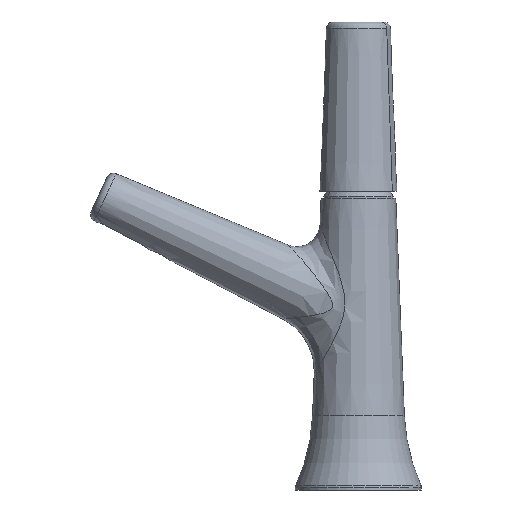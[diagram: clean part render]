
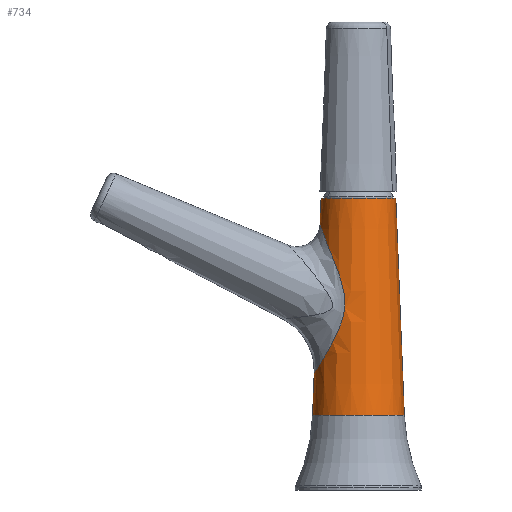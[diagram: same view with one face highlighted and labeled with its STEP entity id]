
A CAD part, left-side view. The second image highlights one B-rep face of the part: STEP entity #734.
In plain terms, the highlighted conical face has half-angle 2.25 degrees and reference radius 16 mm.
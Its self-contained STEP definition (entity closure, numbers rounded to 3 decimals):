
#552=CARTESIAN_POINT('Vertex',(0.,19.655,31.978)) ;
#559=CARTESIAN_POINT('Vertex',(0.,-19.655,31.978)) ;
#574=CARTESIAN_POINT('Axis2P3D Location',(0.,0.,125.)) ;
#579=CARTESIAN_POINT('Line Origine',(0.,-17.827,78.489)) ;
#583=CARTESIAN_POINT('Vertex',(0.,-16.,125.)) ;
#586=CARTESIAN_POINT('Line Origine',(0.,17.827,78.489)) ;
#590=CARTESIAN_POINT('Vertex',(0.,18.945,50.037)) ;
#642=CARTESIAN_POINT('Vertex',(0.,16.44,113.808)) ;
#645=CARTESIAN_POINT('Line Origine',(0.,17.827,78.489)) ;
#649=CARTESIAN_POINT('Vertex',(0.,16.,125.)) ;
#666=CARTESIAN_POINT('Axis2P3D Location',(0.,0.,125.)) ;
#672=CARTESIAN_POINT('Control Point',(0.,16.44,113.808)) ;
#673=CARTESIAN_POINT('Control Point',(-1.06,16.44,113.808)) ;
#674=CARTESIAN_POINT('Control Point',(-2.119,16.363,113.595)) ;
#675=CARTESIAN_POINT('Control Point',(-3.129,16.208,113.167)) ;
#676=CARTESIAN_POINT('Control Point',(-5.301,15.73,111.845)) ;
#677=CARTESIAN_POINT('Control Point',(-7.005,15.084,110.054)) ;
#678=CARTESIAN_POINT('Control Point',(-7.83,14.706,108.996)) ;
#679=CARTESIAN_POINT('Control Point',(-9.102,14.043,107.156)) ;
#680=CARTESIAN_POINT('Control Point',(-10.168,13.356,105.313)) ;
#681=CARTESIAN_POINT('Control Point',(-10.596,13.058,104.527)) ;
#682=CARTESIAN_POINT('Control Point',(-11.462,12.407,102.846)) ;
#683=CARTESIAN_POINT('Control Point',(-12.239,11.726,101.143)) ;
#684=CARTESIAN_POINT('Control Point',(-12.63,11.357,100.232)) ;
#685=CARTESIAN_POINT('Control Point',(-13.313,10.663,98.526)) ;
#686=CARTESIAN_POINT('Control Point',(-13.919,9.961,96.782)) ;
#687=CARTESIAN_POINT('Control Point',(-14.182,9.639,95.97)) ;
#688=CARTESIAN_POINT('Control Point',(-14.816,8.82,93.86)) ;
#689=CARTESIAN_POINT('Control Point',(-15.343,8.042,91.685)) ;
#690=CARTESIAN_POINT('Control Point',(-15.625,7.594,90.332)) ;
#691=CARTESIAN_POINT('Control Point',(-16.052,6.882,87.938)) ;
#692=CARTESIAN_POINT('Control Point',(-16.376,6.329,85.447)) ;
#693=CARTESIAN_POINT('Control Point',(-16.495,6.131,84.375)) ;
#694=CARTESIAN_POINT('Control Point',(-16.659,5.879,82.611)) ;
#695=CARTESIAN_POINT('Control Point',(-16.773,5.774,80.751)) ;
#696=CARTESIAN_POINT('Control Point',(-16.808,5.758,80.022)) ;
#697=CARTESIAN_POINT('Control Point',(-16.855,5.784,78.686)) ;
#698=CARTESIAN_POINT('Control Point',(-16.866,5.92,77.298)) ;
#699=CARTESIAN_POINT('Control Point',(-16.862,6.003,76.675)) ;
#700=CARTESIAN_POINT('Control Point',(-16.832,6.265,75.15)) ;
#701=CARTESIAN_POINT('Control Point',(-16.748,6.648,73.656)) ;
#702=CARTESIAN_POINT('Control Point',(-16.68,6.909,72.8)) ;
#703=CARTESIAN_POINT('Control Point',(-16.483,7.565,70.873)) ;
#704=CARTESIAN_POINT('Control Point',(-16.2,8.307,69.073)) ;
#705=CARTESIAN_POINT('Control Point',(-16.014,8.746,68.08)) ;
#706=CARTESIAN_POINT('Control Point',(-15.533,9.762,65.888)) ;
#707=CARTESIAN_POINT('Control Point',(-14.914,10.818,63.803)) ;
#708=CARTESIAN_POINT('Control Point',(-14.522,11.414,62.665)) ;
#709=CARTESIAN_POINT('Control Point',(-13.688,12.547,60.563)) ;
#710=CARTESIAN_POINT('Control Point',(-12.642,13.687,58.553)) ;
#711=CARTESIAN_POINT('Control Point',(-12.098,14.222,57.631)) ;
#712=CARTESIAN_POINT('Control Point',(-10.857,15.312,55.787)) ;
#713=CARTESIAN_POINT('Control Point',(-9.308,16.362,54.077)) ;
#714=CARTESIAN_POINT('Control Point',(-8.418,16.884,53.243)) ;
#715=CARTESIAN_POINT('Control Point',(-6.463,17.835,51.744)) ;
#716=CARTESIAN_POINT('Control Point',(-4.046,18.547,50.646)) ;
#717=CARTESIAN_POINT('Control Point',(-2.75,18.813,50.239)) ;
#718=CARTESIAN_POINT('Control Point',(-1.375,18.945,50.037)) ;
#719=CARTESIAN_POINT('Control Point',(0.,18.945,50.037)) ;
#721=CARTESIAN_POINT('Axis2P3D Location',(0.,0.,31.978)) ;
#575=DIRECTION('Axis2P3D Direction',(0.,0.,-1.)) ;
#576=DIRECTION('Axis2P3D XDirection',(0.,1.,0.)) ;
#580=DIRECTION('Vector Direction',(0.,-0.039,-0.999)) ;
#587=DIRECTION('Vector Direction',(0.,0.039,-0.999)) ;
#646=DIRECTION('Vector Direction',(0.,0.039,-0.999)) ;
#667=DIRECTION('Axis2P3D Direction',(0.,0.,-1.)) ;
#722=DIRECTION('Axis2P3D Direction',(0.,0.,-1.)) ;
#577=AXIS2_PLACEMENT_3D('Cone Axis2P3D',#574,#575,#576) ;
#668=AXIS2_PLACEMENT_3D('Circle Axis2P3D',#666,#667,$) ;
#723=AXIS2_PLACEMENT_3D('Circle Axis2P3D',#721,#722,$) ;
#727=ORIENTED_EDGE('',*,*,#670,.F.) ;
#728=ORIENTED_EDGE('',*,*,#651,.F.) ;
#729=ORIENTED_EDGE('',*,*,#720,.T.) ;
#730=ORIENTED_EDGE('',*,*,#592,.F.) ;
#731=ORIENTED_EDGE('',*,*,#725,.T.) ;
#732=ORIENTED_EDGE('',*,*,#585,.F.) ;
#581=VECTOR('Line Direction',#580,1.) ;
#588=VECTOR('Line Direction',#587,1.) ;
#647=VECTOR('Line Direction',#646,1.) ;
#734=ADVANCED_FACE('PartBody',(#733),#578,.T.) ;
#671=B_SPLINE_CURVE_WITH_KNOTS('',5,(#672,#673,#674,#675,#676,#677,#678,#679,#680,#681,#682,#683,#684,#685,#686,#687,#688,#689,#690,#691,#692,#693,#694,#695,#696,#697,#698,#699,#700,#701,#702,#703,#704,#705,#706,#707,#708,#709,#710,#711,#712,#713,#714,#715,#716,#717,#718,#719),.UNSPECIFIED.,.F.,.U.,(6,3,3,3,3,3,3,3,3,3,3,3,3,3,3,6),(33.454,41.047,51.37,59.049,67.713,75.104,86.684,95.153,100.31,104.424,110.377,118.259,128.222,137.043,146.321,155.111),.UNSPECIFIED.) ;
#669=CIRCLE('generated circle',#668,16.) ;
#724=CIRCLE('generated circle',#723,19.655) ;
#578=CONICAL_SURFACE('Cone',#577,16.,0.039) ;
#585=EDGE_CURVE('',#584,#560,#582,.T.) ;
#592=EDGE_CURVE('',#553,#591,#589,.F.) ;
#651=EDGE_CURVE('',#643,#650,#648,.F.) ;
#670=EDGE_CURVE('',#650,#584,#669,.F.) ;
#720=EDGE_CURVE('',#643,#591,#671,.T.) ;
#725=EDGE_CURVE('',#553,#560,#724,.F.) ;
#726=EDGE_LOOP('',(#727,#728,#729,#730,#731,#732)) ;
#733=FACE_OUTER_BOUND('',#726,.T.) ;
#582=LINE('Line',#579,#581) ;
#589=LINE('Line',#586,#588) ;
#648=LINE('Line',#645,#647) ;
#553=VERTEX_POINT('',#552) ;
#560=VERTEX_POINT('',#559) ;
#584=VERTEX_POINT('',#583) ;
#591=VERTEX_POINT('',#590) ;
#643=VERTEX_POINT('',#642) ;
#650=VERTEX_POINT('',#649) ;
